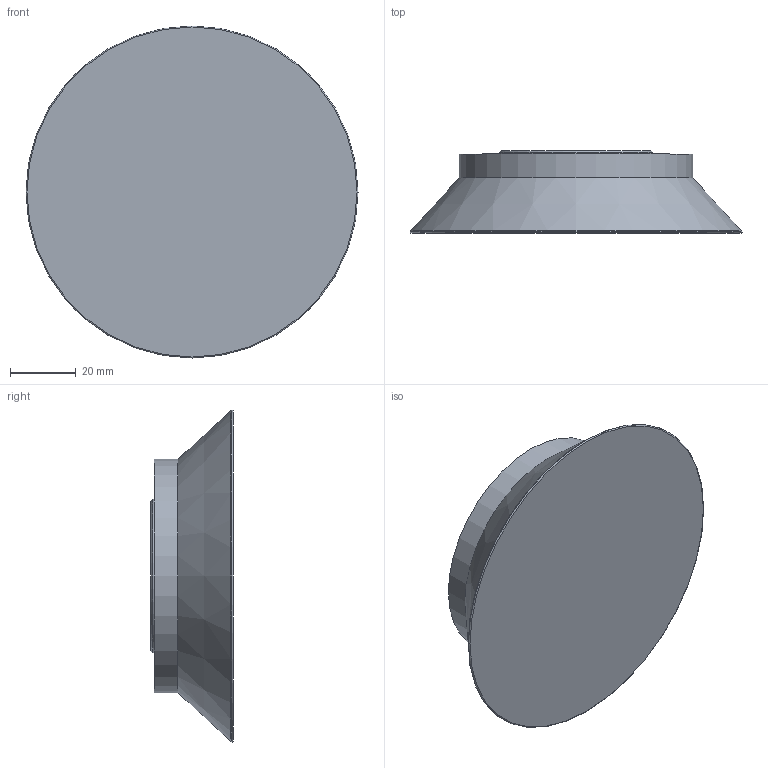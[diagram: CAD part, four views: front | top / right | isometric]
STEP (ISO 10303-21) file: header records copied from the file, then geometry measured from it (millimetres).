
FILE_DESCRIPTION(/* description */ (''),/* implementation_level */ '2;1');
FILE_NAME(/* name */ 'vdl100nit.stp',/* time_stamp */ '2020-07-17T10:17:37+02:00',/* author */ ('enginyeria'),/* organization */ (''),/* preprocessor_version */ 'ST-DEVELOPER v17',/* originating_system */ 'Autodesk Inventor 2019',/* authorisation */ '');
FILE_SCHEMA (('CONFIG_CONTROL_DESIGN'));
Length unit declared in the file: millimetre
Products named in the file (1): Part2
Bounding box: 101 x 25 x 101 mm (x, y, z)
Volume: 128666.9 mm3; surface area: 20110 mm2
Topology: 1 solids, 1 shells, 12 faces, 29 edges, 21 vertices
Faces by surface type: plane 4, cone 3, cylinder 3, bspline 1, torus 1
Full cylindrical faces by diameter (mm): 11.445 x1, 46.6 x1, 71 x1
Entity records: 463 total; most frequent: CARTESIAN_POINT 89, DIRECTION 76, ORIENTED_EDGE 58, AXIS2_PLACEMENT_3D 35, EDGE_CURVE 29, CIRCLE 23, VERTEX_POINT 21, EDGE_LOOP 14
